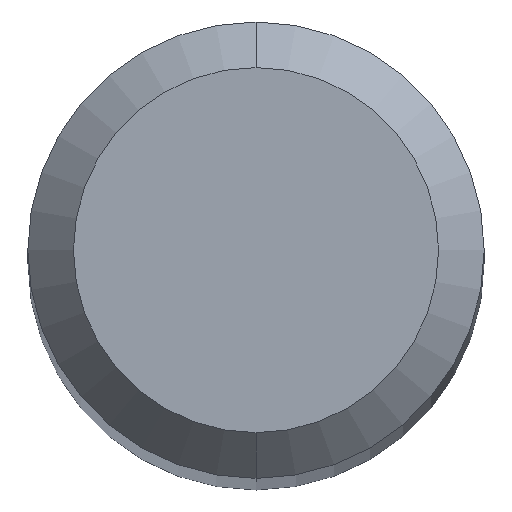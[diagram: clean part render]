
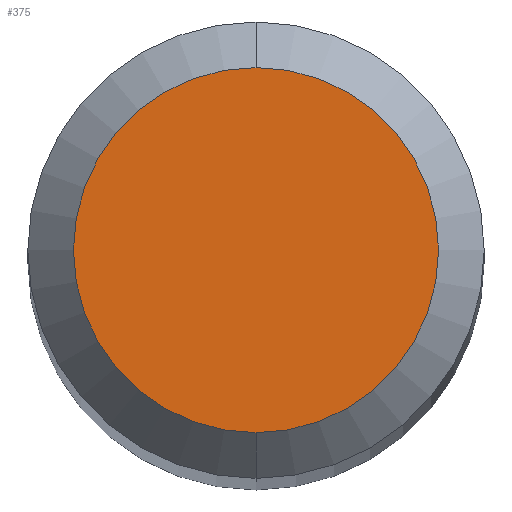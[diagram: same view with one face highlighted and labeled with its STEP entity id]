
A CAD part, top view. The second image highlights one B-rep face of the part: STEP entity #375.
In plain terms, the highlighted planar face has unit normal (0, 0, 1).
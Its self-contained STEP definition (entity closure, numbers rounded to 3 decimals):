
#219=EDGE_CURVE('',#435,#265,#517,.T.);
#265=VERTEX_POINT('',#567);
#375=ADVANCED_FACE('',(#686),#687,.T.);
#381=EDGE_CURVE('',#265,#435,#693,.T.);
#435=VERTEX_POINT('',#754);
#517=CIRCLE('',#937,1.2);
#567=CARTESIAN_POINT('',(0.,-1.2,0.0));
#686=FACE_OUTER_BOUND('',#1279,.T.);
#687=PLANE('',#1280);
#693=CIRCLE('',#1290,1.2);
#754=CARTESIAN_POINT('',(0.0,1.2,0.0));
#937=AXIS2_PLACEMENT_3D('',#1451,#1452,#1453);
#1279=EDGE_LOOP('',(#1612,#1613));
#1280=AXIS2_PLACEMENT_3D('',#1614,#1615,#1616);
#1290=AXIS2_PLACEMENT_3D('',#1621,#1622,#1623);
#1451=CARTESIAN_POINT('',(0.0,0.0,0.0));
#1452=DIRECTION('',(0.0,0.0,-1.0));
#1453=DIRECTION('',(0.0,1.0,0.0));
#1612=ORIENTED_EDGE('',*,*,#219,.F.);
#1613=ORIENTED_EDGE('',*,*,#381,.F.);
#1614=CARTESIAN_POINT('',(0.0,0.6,0.0));
#1615=DIRECTION('',(-0.0,0.0,1.0));
#1616=DIRECTION('',(0.0,-1.0,0.0));
#1621=CARTESIAN_POINT('',(0.0,0.0,0.0));
#1622=DIRECTION('',(0.0,0.0,-1.0));
#1623=DIRECTION('',(0.0,1.0,0.0));
